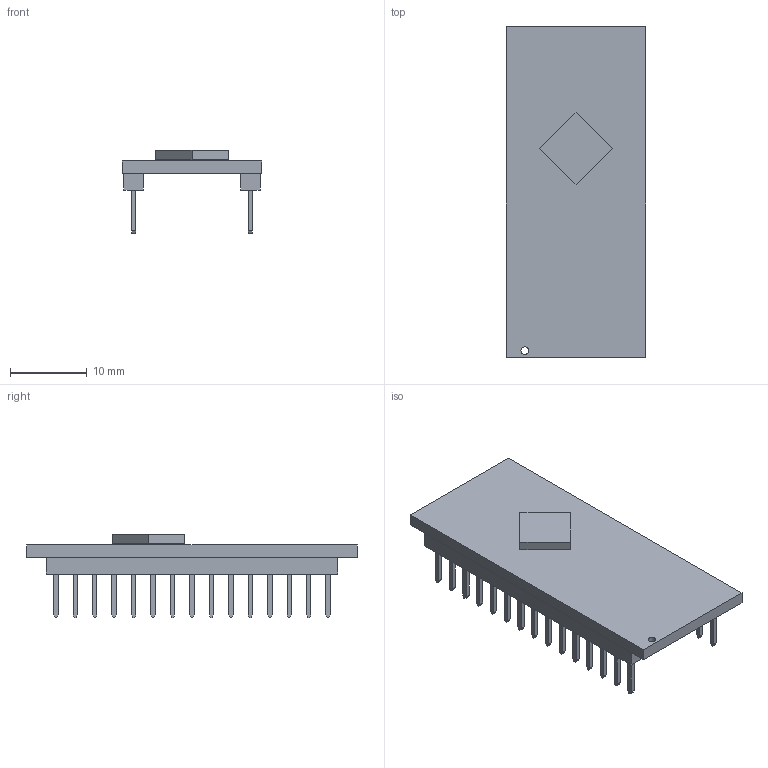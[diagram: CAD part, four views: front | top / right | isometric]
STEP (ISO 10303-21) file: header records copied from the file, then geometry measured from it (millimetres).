
FILE_DESCRIPTION(/* description */ (''),/* implementation_level */ '2;1');
FILE_NAME(/* name */ 'ARDUINO-NANO-FP v3.step',/* time_stamp */ '2022-07-01T14:23:50-07:00',/* author */ (''),/* organization */ (''),/* preprocessor_version */ 'ST-DEVELOPER v19',/* originating_system */ 'Autodesk Translation Framework v11.7.0.108',/* authorisation */ '');
FILE_SCHEMA (('AUTOMOTIVE_DESIGN { 1 0 10303 214 3 1 1 }'));
Length unit declared in the file: millimetre
Products named in the file (2): ARDUINO-NANO-FP; Model
Assembly tree (1 placements, depth 2):
  ARDUINO-NANO-FP
    Model
Bounding box: 18.18 x 43.14 x 10.9 mm (x, y, z)
Volume: 1897.5 mm3; surface area: 3834.4 mm2
Topology: 94 solids, 94 shells, 745 faces, 1671 edges, 1114 vertices
Faces by surface type: plane 744, cylinder 1
Full cylindrical faces by diameter (mm): 1 x1
Entity records: 20261 total; most frequent: CARTESIAN_POINT 3533, ORIENTED_EDGE 3342, DIRECTION 3169, EDGE_CURVE 1671, LINE 1669, VECTOR 1669, VERTEX_POINT 1114, AXIS2_PLACEMENT_3D 750
